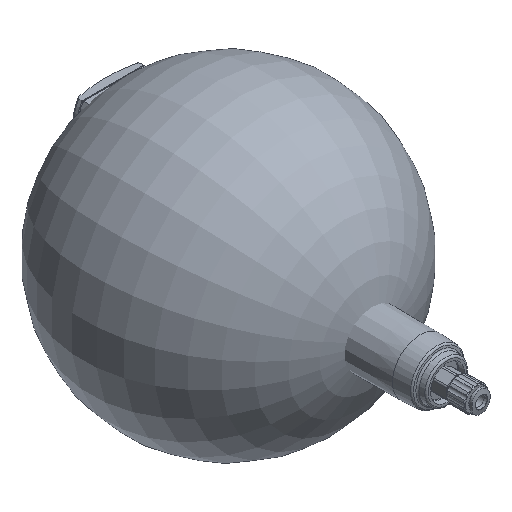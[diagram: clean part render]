
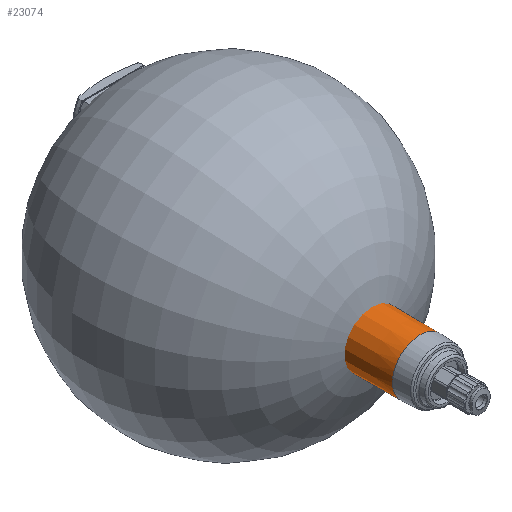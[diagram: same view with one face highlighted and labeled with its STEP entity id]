
A CAD part, isometric view. The second image highlights one B-rep face of the part: STEP entity #23074.
In plain terms, the highlighted conical face has half-angle 0.5 degrees and reference radius 15.575 mm.
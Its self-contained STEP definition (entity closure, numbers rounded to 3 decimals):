
#104=CONICAL_SURFACE('',#24610,15.575,0.009);
#7965=ORIENTED_EDGE('',*,*,#11075,.F.);
#7966=ORIENTED_EDGE('',*,*,#10410,.T.);
#10410=EDGE_CURVE('',#12543,#12543,#13549,.F.);
#11075=EDGE_CURVE('',#12934,#12934,#13814,.T.);
#12543=VERTEX_POINT('',#32987);
#12934=VERTEX_POINT('',#34469);
#13549=CIRCLE('',#24026,15.549);
#13814=CIRCLE('',#24611,14.983);
#14754=EDGE_LOOP('',(#7965));
#14755=EDGE_LOOP('',(#7966));
#15827=FACE_BOUND('',#14754,.T.);
#15828=FACE_BOUND('',#14755,.T.);
#23074=ADVANCED_FACE('',(#15827,#15828),#104,.T.);
#24026=AXIS2_PLACEMENT_3D('',#32986,#27331,#27332);
#24610=AXIS2_PLACEMENT_3D('',#34467,#28855,#28856);
#24611=AXIS2_PLACEMENT_3D('',#34468,#28857,#28858);
#27331=DIRECTION('',(0.,1.,0.));
#27332=DIRECTION('',(0.,0.,1.));
#28855=DIRECTION('',(0.,1.,0.));
#28856=DIRECTION('',(0.,0.,1.));
#28857=DIRECTION('',(0.,-1.,0.));
#28858=DIRECTION('',(0.,0.,-1.));
#32986=CARTESIAN_POINT('',(0.,-35.5,0.));
#32987=CARTESIAN_POINT('',(0.,-35.5,15.549));
#34467=CARTESIAN_POINT('',(0.,-32.53,0.));
#34468=CARTESIAN_POINT('',(0.,-100.43,0.));
#34469=CARTESIAN_POINT('',(0.,-100.43,-14.983));
